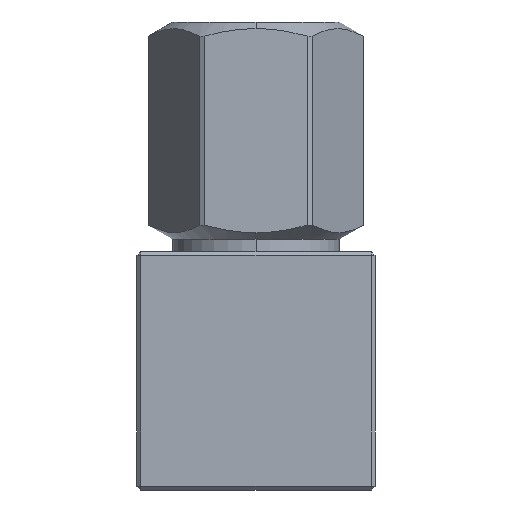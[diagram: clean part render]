
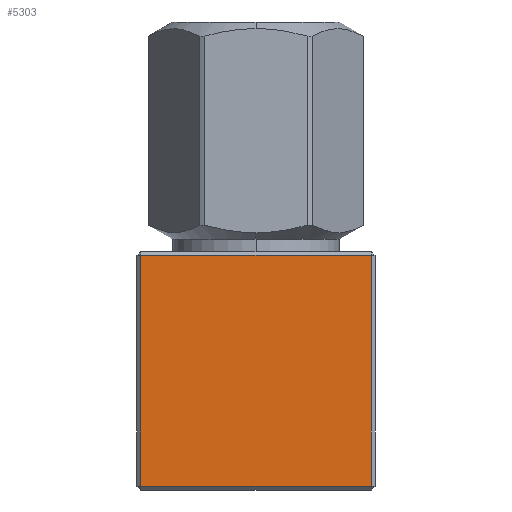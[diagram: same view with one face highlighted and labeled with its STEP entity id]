
A CAD part, left-side view. The second image highlights one B-rep face of the part: STEP entity #5303.
In plain terms, the highlighted planar face has unit normal (-1, 0, 0).
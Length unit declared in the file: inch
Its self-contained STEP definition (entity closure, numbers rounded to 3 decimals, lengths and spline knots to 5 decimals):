
#110 = VECTOR ( 'NONE', #4104, 39.37008 ) ;
#241 = DIRECTION ( 'NONE',  ( 1., 0., 0. ) ) ;
#480 = CARTESIAN_POINT ( 'NONE',  ( -0.15748, 0.15248, 0.15748 ) ) ;
#500 = LINE ( 'NONE', #2449, #2723 ) ;
#562 = CARTESIAN_POINT ( 'NONE',  ( -0.15748, -0.15248, -0.15248 ) ) ;
#757 = EDGE_CURVE ( 'NONE', #1739, #4706, #3082, .T. ) ;
#847 = DIRECTION ( 'NONE',  ( 0., -1., 0. ) ) ;
#865 = CARTESIAN_POINT ( 'NONE',  ( -0.15748, 0.15248, 0.15248 ) ) ;
#1033 = CARTESIAN_POINT ( 'NONE',  ( -0.15748, -0.15748, 0.15248 ) ) ;
#1103 = DIRECTION ( 'NONE',  ( 0., 1., 0. ) ) ;
#1157 = ORIENTED_EDGE ( 'NONE', *, *, #4385, .T. ) ;
#1192 = CARTESIAN_POINT ( 'NONE',  ( -0.15748, -0.15248, 0.15748 ) ) ;
#1295 = VECTOR ( 'NONE', #3787, 39.37008 ) ;
#1390 = CARTESIAN_POINT ( 'NONE',  ( -0.15748, -0.15248, 0.15248 ) ) ;
#1739 = VERTEX_POINT ( 'NONE', #1390 ) ;
#1915 = VERTEX_POINT ( 'NONE', #2027 ) ;
#2027 = CARTESIAN_POINT ( 'NONE',  ( -0.15748, 0.15248, -0.15248 ) ) ;
#2408 = VECTOR ( 'NONE', #1103, 39.37008 ) ;
#2449 = CARTESIAN_POINT ( 'NONE',  ( -0.15748, -0.15748, -0.15248 ) ) ;
#2723 = VECTOR ( 'NONE', #847, 39.37008 ) ;
#3026 = ORIENTED_EDGE ( 'NONE', *, *, #3431, .T. ) ;
#3082 = LINE ( 'NONE', #1033, #2408 ) ;
#3431 = EDGE_CURVE ( 'NONE', #1915, #5212, #500, .T. ) ;
#3647 = DIRECTION ( 'NONE',  ( 0., 0., -1. ) ) ;
#3712 = ORIENTED_EDGE ( 'NONE', *, *, #4679, .T. ) ;
#3736 = FACE_OUTER_BOUND ( 'NONE', #5089, .T. ) ;
#3787 = DIRECTION ( 'NONE',  ( 0., 0., -1. ) ) ;
#4104 = DIRECTION ( 'NONE',  ( 0., 0., 1. ) ) ;
#4376 = CARTESIAN_POINT ( 'NONE',  ( -0.15748, -0.15748, 0.15748 ) ) ;
#4385 = EDGE_CURVE ( 'NONE', #5212, #1739, #4943, .T. ) ;
#4394 = PLANE ( 'NONE',  #4703 ) ;
#4593 = LINE ( 'NONE', #480, #1295 ) ;
#4679 = EDGE_CURVE ( 'NONE', #4706, #1915, #4593, .T. ) ;
#4703 = AXIS2_PLACEMENT_3D ( 'NONE', #4376, #241, #3647 ) ;
#4706 = VERTEX_POINT ( 'NONE', #865 ) ;
#4943 = LINE ( 'NONE', #1192, #110 ) ;
#5041 = ORIENTED_EDGE ( 'NONE', *, *, #757, .T. ) ;
#5089 = EDGE_LOOP ( 'NONE', ( #5041, #3712, #3026, #1157 ) ) ;
#5212 = VERTEX_POINT ( 'NONE', #562 ) ;
#5303 = ADVANCED_FACE ( 'NONE', ( #3736 ), #4394, .F. ) ;
